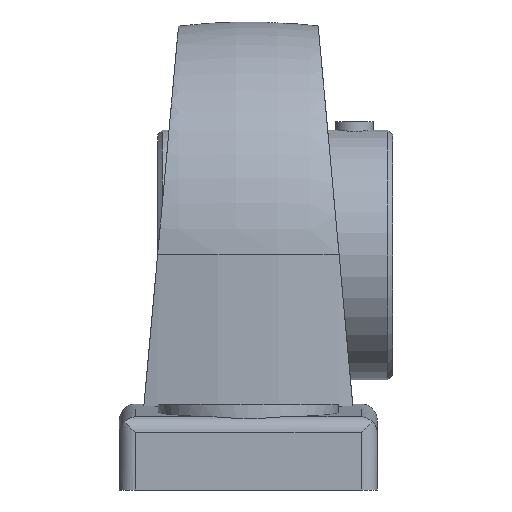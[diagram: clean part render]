
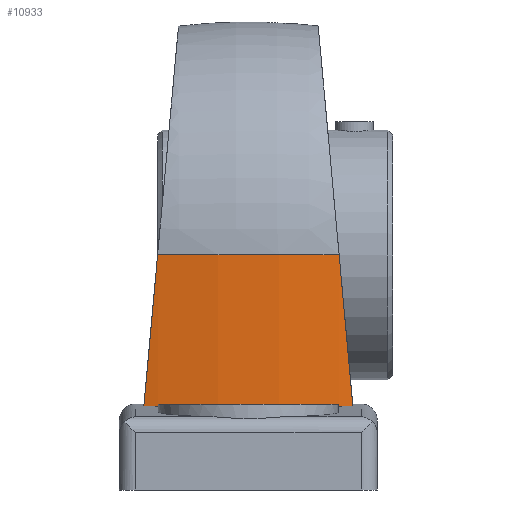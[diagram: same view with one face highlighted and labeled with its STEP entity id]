
A CAD part, front view. The second image highlights one B-rep face of the part: STEP entity #10933.
In plain terms, the highlighted cylindrical face has radius 121.314 mm (diameter 242.627 mm), a partial arc.
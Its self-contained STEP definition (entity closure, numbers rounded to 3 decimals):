
#39 = FACE_OUTER_BOUND ( 'NONE', #5206, .T. ) ;
#219 = DIRECTION ( 'NONE',  ( -1., 0., 0. ) ) ;
#279 = CYLINDRICAL_SURFACE ( 'NONE', #9200, 121.313 ) ;
#730 = LINE ( 'NONE', #4210, #6050 ) ;
#755 = VERTEX_POINT ( 'NONE', #3865 ) ;
#868 = CARTESIAN_POINT ( 'NONE',  ( 19.898, -47.161, -31.68 ) ) ;
#1130 = DIRECTION ( 'NONE',  ( 0., 0., 1. ) ) ;
#1325 = EDGE_CURVE ( 'NONE', #4053, #3632, #8685, .T. ) ;
#1389 =( BOUNDED_CURVE ( )  B_SPLINE_CURVE ( 3, ( #11177, #3328, #868, #6818 ),
 .UNSPECIFIED., .F., .F. ) 
 B_SPLINE_CURVE_WITH_KNOTS ( ( 4, 4 ),
 ( 6.102, 6.127 ),
 .UNSPECIFIED. ) 
 CURVE ( )  GEOMETRIC_REPRESENTATION_ITEM ( )  RATIONAL_B_SPLINE_CURVE ( ( 1., 1., 1., 1. ) ) 
 REPRESENTATION_ITEM ( '' )  );
#1442 = EDGE_CURVE ( 'NONE', #7973, #5565, #10347, .T. ) ;
#1823 = CARTESIAN_POINT ( 'NONE',  ( 0., 72.513, -32.2 ) ) ;
#1884 = DIRECTION ( 'NONE',  ( 0., 0., -1. ) ) ;
#2083 = DIRECTION ( 'NONE',  ( -1., 0., 0. ) ) ;
#2735 = CARTESIAN_POINT ( 'NONE',  ( -18.9, -47.319, -31.483 ) ) ;
#3009 = CARTESIAN_POINT ( 'NONE',  ( -18.9, -47.319, -31.688 ) ) ;
#3181 = CARTESIAN_POINT ( 'NONE',  ( -21.888, -46.809, -31.662 ) ) ;
#3328 = CARTESIAN_POINT ( 'NONE',  ( 20.894, -46.991, -31.671 ) ) ;
#3487 = ORIENTED_EDGE ( 'NONE', *, *, #5371, .T. ) ;
#3628 = CIRCLE ( 'NONE', #10357, 121.313 ) ;
#3632 = VERTEX_POINT ( 'NONE', #9006 ) ;
#3652 = CARTESIAN_POINT ( 'NONE',  ( 18.9, -47.319, -31.2 ) ) ;
#3665 = ORIENTED_EDGE ( 'NONE', *, *, #4321, .F. ) ;
#3792 = CARTESIAN_POINT ( 'NONE',  ( -21.888, -46.809, -31.662 ) ) ;
#3865 = CARTESIAN_POINT ( 'NONE',  ( 18.9, -47.319, -31.688 ) ) ;
#3868 = CARTESIAN_POINT ( 'NONE',  ( -20.894, -46.991, -31.671 ) ) ;
#4053 = VERTEX_POINT ( 'NONE', #6427 ) ;
#4210 = CARTESIAN_POINT ( 'NONE',  ( 18.9, -47.319, -31.483 ) ) ;
#4319 = VERTEX_POINT ( 'NONE', #10389 ) ;
#4321 = EDGE_CURVE ( 'NONE', #4053, #755, #1389, .T. ) ;
#4508 = LINE ( 'NONE', #2735, #6182 ) ;
#4805 = CIRCLE ( 'NONE', #8625, 121.313 ) ;
#5206 = EDGE_LOOP ( 'NONE', ( #6245, #10922, #5673, #3665, #11265, #3487, #6288, #8285 ) ) ;
#5250 = DIRECTION ( 'NONE',  ( -1., 0., 0. ) ) ;
#5371 = EDGE_CURVE ( 'NONE', #3632, #9206, #3628, .T. ) ;
#5565 = VERTEX_POINT ( 'NONE', #3792 ) ;
#5613 = EDGE_CURVE ( 'NONE', #7973, #4319, #4508, .T. ) ;
#5673 = ORIENTED_EDGE ( 'NONE', *, *, #7662, .T. ) ;
#5802 = CARTESIAN_POINT ( 'NONE',  ( -19.898, -47.161, -31.68 ) ) ;
#6050 = VECTOR ( 'NONE', #10298, 1000. ) ;
#6182 = VECTOR ( 'NONE', #9700, 1000. ) ;
#6224 = CARTESIAN_POINT ( 'NONE',  ( 0., 72.513, 0. ) ) ;
#6245 = ORIENTED_EDGE ( 'NONE', *, *, #5613, .T. ) ;
#6288 = ORIENTED_EDGE ( 'NONE', *, *, #8490, .T. ) ;
#6427 = CARTESIAN_POINT ( 'NONE',  ( 21.888, -46.809, -31.662 ) ) ;
#6818 = CARTESIAN_POINT ( 'NONE',  ( 18.9, -47.319, -31.688 ) ) ;
#7003 = CARTESIAN_POINT ( 'NONE',  ( -21.888, -46.809, -31.662 ) ) ;
#7207 = VERTEX_POINT ( 'NONE', #3652 ) ;
#7662 = EDGE_CURVE ( 'NONE', #7207, #755, #730, .T. ) ;
#7973 = VERTEX_POINT ( 'NONE', #8169 ) ;
#7984 = CARTESIAN_POINT ( 'NONE',  ( 19.962, -47.15, -10.575 ) ) ;
#8169 = CARTESIAN_POINT ( 'NONE',  ( -18.9, -47.319, -31.688 ) ) ;
#8285 = ORIENTED_EDGE ( 'NONE', *, *, #1442, .F. ) ;
#8490 = EDGE_CURVE ( 'NONE', #9206, #5565, #10717, .T. ) ;
#8625 = AXIS2_PLACEMENT_3D ( 'NONE', #9903, #9793, #2083 ) ;
#8685 =( BOUNDED_CURVE ( )  B_SPLINE_CURVE ( 3, ( #8841, #8784, #7984, #10651 ),
 .UNSPECIFIED., .F., .T. ) 
 B_SPLINE_CURVE_WITH_KNOTS ( ( 4, 4 ),
 ( 4.531, 4.555 ),
 .UNSPECIFIED. ) 
 CURVE ( )  GEOMETRIC_REPRESENTATION_ITEM ( )  RATIONAL_B_SPLINE_CURVE ( ( 1., 1., 1., 1. ) ) 
 REPRESENTATION_ITEM ( '' )  );
#8716 = CARTESIAN_POINT ( 'NONE',  ( -19.962, -47.15, -10.575 ) ) ;
#8784 = CARTESIAN_POINT ( 'NONE',  ( 20.926, -46.985, -21.13 ) ) ;
#8841 = CARTESIAN_POINT ( 'NONE',  ( 21.888, -46.809, -31.662 ) ) ;
#9006 = CARTESIAN_POINT ( 'NONE',  ( 18.996, -47.303, 0. ) ) ;
#9200 = AXIS2_PLACEMENT_3D ( 'NONE', #1823, #1130, #219 ) ;
#9206 = VERTEX_POINT ( 'NONE', #11071 ) ;
#9462 = CARTESIAN_POINT ( 'NONE',  ( -18.996, -47.303, 0. ) ) ;
#9700 = DIRECTION ( 'NONE',  ( 0., 0., 1. ) ) ;
#9793 = DIRECTION ( 'NONE',  ( 0., 0., 1. ) ) ;
#9903 = CARTESIAN_POINT ( 'NONE',  ( 0., 72.513, -31.2 ) ) ;
#10104 = EDGE_CURVE ( 'NONE', #4319, #7207, #4805, .T. ) ;
#10298 = DIRECTION ( 'NONE',  ( 0., 0., -1. ) ) ;
#10347 =( BOUNDED_CURVE ( )  B_SPLINE_CURVE ( 3, ( #3009, #5802, #3868, #3181 ),
 .UNSPECIFIED., .F., .F. ) 
 B_SPLINE_CURVE_WITH_KNOTS ( ( 4, 4 ),
 ( 0.156, 0.181 ),
 .UNSPECIFIED. ) 
 CURVE ( )  GEOMETRIC_REPRESENTATION_ITEM ( )  RATIONAL_B_SPLINE_CURVE ( ( 1., 1., 1., 1. ) ) 
 REPRESENTATION_ITEM ( '' )  );
#10357 = AXIS2_PLACEMENT_3D ( 'NONE', #6224, #1884, #5250 ) ;
#10389 = CARTESIAN_POINT ( 'NONE',  ( -18.9, -47.319, -31.2 ) ) ;
#10469 = CARTESIAN_POINT ( 'NONE',  ( -20.926, -46.985, -21.13 ) ) ;
#10651 = CARTESIAN_POINT ( 'NONE',  ( 18.996, -47.303, 0. ) ) ;
#10717 =( BOUNDED_CURVE ( )  B_SPLINE_CURVE ( 3, ( #9462, #8716, #10469, #7003 ),
 .UNSPECIFIED., .F., .F. ) 
 B_SPLINE_CURVE_WITH_KNOTS ( ( 4, 4 ),
 ( 4.87, 4.894 ),
 .UNSPECIFIED. ) 
 CURVE ( )  GEOMETRIC_REPRESENTATION_ITEM ( )  RATIONAL_B_SPLINE_CURVE ( ( 1., 1., 1., 1. ) ) 
 REPRESENTATION_ITEM ( '' )  );
#10922 = ORIENTED_EDGE ( 'NONE', *, *, #10104, .T. ) ;
#10933 = ADVANCED_FACE ( 'NONE', ( #39 ), #279, .T. ) ;
#11071 = CARTESIAN_POINT ( 'NONE',  ( -18.996, -47.303, 0. ) ) ;
#11177 = CARTESIAN_POINT ( 'NONE',  ( 21.888, -46.809, -31.662 ) ) ;
#11265 = ORIENTED_EDGE ( 'NONE', *, *, #1325, .T. ) ;
